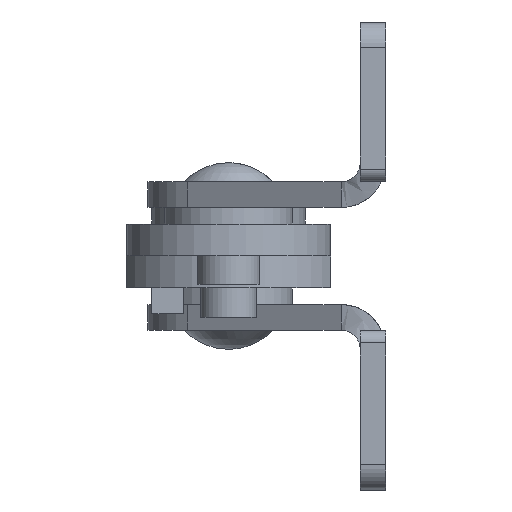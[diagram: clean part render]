
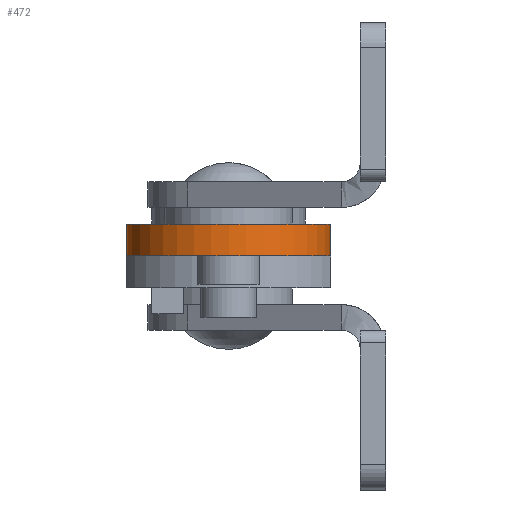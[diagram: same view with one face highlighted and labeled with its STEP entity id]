
A CAD part, left-side view. The second image highlights one B-rep face of the part: STEP entity #472.
In plain terms, the highlighted cylindrical face has radius 8 mm (diameter 16 mm), a partial arc.
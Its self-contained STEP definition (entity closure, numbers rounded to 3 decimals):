
#472 = ADVANCED_FACE( '', ( #607 ), #608, .T. );
#607 = FACE_OUTER_BOUND( '', #895, .T. );
#608 = CYLINDRICAL_SURFACE( '', #896, 8. );
#895 = EDGE_LOOP( '', ( #1391, #1392, #1393, #1394 ) );
#896 = AXIS2_PLACEMENT_3D( '', #1395, #1396, #1397 );
#1391 = ORIENTED_EDGE( '', *, *, #2134, .T. );
#1392 = ORIENTED_EDGE( '', *, *, #2087, .T. );
#1393 = ORIENTED_EDGE( '', *, *, #2135, .F. );
#1394 = ORIENTED_EDGE( '', *, *, #2116, .F. );
#1395 = CARTESIAN_POINT( '', ( -82., 0., 0. ) );
#1396 = DIRECTION( '', ( 0., 0., -1. ) );
#1397 = DIRECTION( '', ( -1., 0., 0. ) );
#2087 = EDGE_CURVE( '', #2328, #2326, #2329, .T. );
#2116 = EDGE_CURVE( '', #2379, #2381, #2382, .T. );
#2134 = EDGE_CURVE( '', #2379, #2328, #2407, .T. );
#2135 = EDGE_CURVE( '', #2381, #2326, #2408, .T. );
#2326 = VERTEX_POINT( '', #2732 );
#2328 = VERTEX_POINT( '', #2735 );
#2329 = CIRCLE( '', #2736, 8. );
#2379 = VERTEX_POINT( '', #2804 );
#2381 = VERTEX_POINT( '', #2807 );
#2382 = CIRCLE( '', #2808, 8. );
#2407 = LINE( '', #2846, #2847 );
#2408 = LINE( '', #2848, #2849 );
#2732 = CARTESIAN_POINT( '', ( -82., 8., 0. ) );
#2735 = CARTESIAN_POINT( '', ( -82., -8., 0. ) );
#2736 = AXIS2_PLACEMENT_3D( '', #3270, #3271, #3272 );
#2804 = CARTESIAN_POINT( '', ( -82., -8., -2.5 ) );
#2807 = CARTESIAN_POINT( '', ( -82., 8., -2.5 ) );
#2808 = AXIS2_PLACEMENT_3D( '', #3319, #3320, #3321 );
#2846 = CARTESIAN_POINT( '', ( -82., -8., 0. ) );
#2847 = VECTOR( '', #3347, 1000. );
#2848 = CARTESIAN_POINT( '', ( -82., 8., 0. ) );
#2849 = VECTOR( '', #3348, 1000. );
#3270 = CARTESIAN_POINT( '', ( -82., 0., 0. ) );
#3271 = DIRECTION( '', ( 0., 0., -1. ) );
#3272 = DIRECTION( '', ( 1., 0., 0. ) );
#3319 = CARTESIAN_POINT( '', ( -82., 0., -2.5 ) );
#3320 = DIRECTION( '', ( 0., 0., -1. ) );
#3321 = DIRECTION( '', ( -1., 0., 0. ) );
#3347 = DIRECTION( '', ( 0., 0., 1. ) );
#3348 = DIRECTION( '', ( 0., 0., 1. ) );
